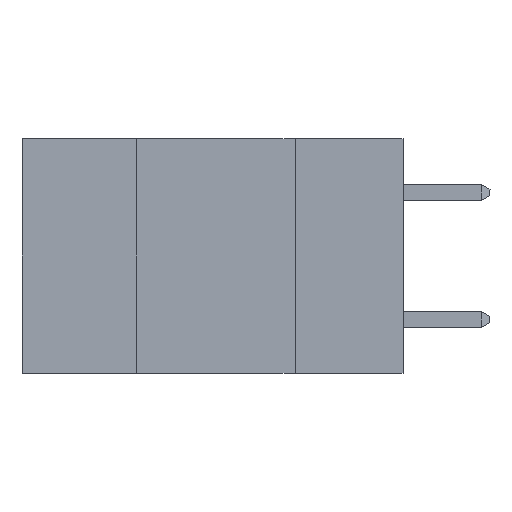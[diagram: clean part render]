
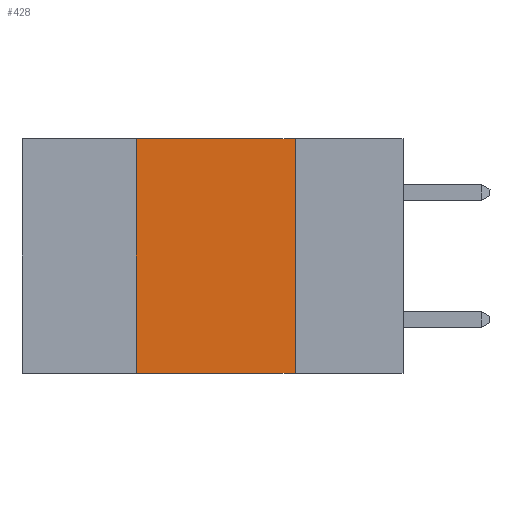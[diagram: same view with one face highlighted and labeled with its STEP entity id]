
A CAD part, left-side view. The second image highlights one B-rep face of the part: STEP entity #428.
In plain terms, the highlighted planar face has unit normal (-1, 0, 0).
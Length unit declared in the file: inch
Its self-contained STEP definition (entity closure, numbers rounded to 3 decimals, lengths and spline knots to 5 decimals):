
#69 = CARTESIAN_POINT ( 'NONE',  ( 0., 0.6, 0. ) ) ;
#84 = CARTESIAN_POINT ( 'NONE',  ( 0., 0.6, 0. ) ) ;
#428 = ADVANCED_FACE ( 'NONE', ( #6162 ), #1175, .F. ) ;
#680 = ORIENTED_EDGE ( 'NONE', *, *, #6482, .F. ) ;
#760 = LINE ( 'NONE', #4085, #9087 ) ;
#787 = CARTESIAN_POINT ( 'NONE',  ( 0., 0.42, -0.37 ) ) ;
#1090 = LINE ( 'NONE', #84, #7637 ) ;
#1175 = PLANE ( 'NONE',  #3649 ) ;
#1339 = DIRECTION ( 'NONE',  ( 1., 0., 0. ) ) ;
#1365 = DIRECTION ( 'NONE',  ( 0., 0., -1. ) ) ;
#2110 = ORIENTED_EDGE ( 'NONE', *, *, #4402, .F. ) ;
#2423 = VECTOR ( 'NONE', #5693, 39.37008 ) ;
#2952 = CARTESIAN_POINT ( 'NONE',  ( 0., 0.17, 0. ) ) ;
#3239 = DIRECTION ( 'NONE',  ( 0., 0., -1. ) ) ;
#3497 = ORIENTED_EDGE ( 'NONE', *, *, #4956, .F. ) ;
#3649 = AXIS2_PLACEMENT_3D ( 'NONE', #69, #1339, #1365 ) ;
#4085 = CARTESIAN_POINT ( 'NONE',  ( 0., 0.6, -0.37 ) ) ;
#4402 = EDGE_CURVE ( 'NONE', #6952, #6191, #1090, .T. ) ;
#4732 = ORIENTED_EDGE ( 'NONE', *, *, #4876, .T. ) ;
#4851 = VECTOR ( 'NONE', #3239, 39.37008 ) ;
#4876 = EDGE_CURVE ( 'NONE', #5605, #5203, #760, .T. ) ;
#4894 = LINE ( 'NONE', #6923, #2423 ) ;
#4956 = EDGE_CURVE ( 'NONE', #5605, #6952, #4894, .T. ) ;
#5203 = VERTEX_POINT ( 'NONE', #9627 ) ;
#5605 = VERTEX_POINT ( 'NONE', #787 ) ;
#5693 = DIRECTION ( 'NONE',  ( 0., 0., 1. ) ) ;
#6162 = FACE_OUTER_BOUND ( 'NONE', #7218, .T. ) ;
#6191 = VERTEX_POINT ( 'NONE', #7154 ) ;
#6482 = EDGE_CURVE ( 'NONE', #6191, #5203, #6880, .T. ) ;
#6516 = DIRECTION ( 'NONE',  ( 0., -1., 0. ) ) ;
#6857 = DIRECTION ( 'NONE',  ( 0., -1., 0. ) ) ;
#6880 = LINE ( 'NONE', #2952, #4851 ) ;
#6923 = CARTESIAN_POINT ( 'NONE',  ( 0., 0.42, 0. ) ) ;
#6952 = VERTEX_POINT ( 'NONE', #7464 ) ;
#7154 = CARTESIAN_POINT ( 'NONE',  ( 0., 0.17, 0. ) ) ;
#7218 = EDGE_LOOP ( 'NONE', ( #680, #2110, #3497, #4732 ) ) ;
#7464 = CARTESIAN_POINT ( 'NONE',  ( 0., 0.42, 0. ) ) ;
#7637 = VECTOR ( 'NONE', #6857, 39.37008 ) ;
#9087 = VECTOR ( 'NONE', #6516, 39.37008 ) ;
#9627 = CARTESIAN_POINT ( 'NONE',  ( 0., 0.17, -0.37 ) ) ;
